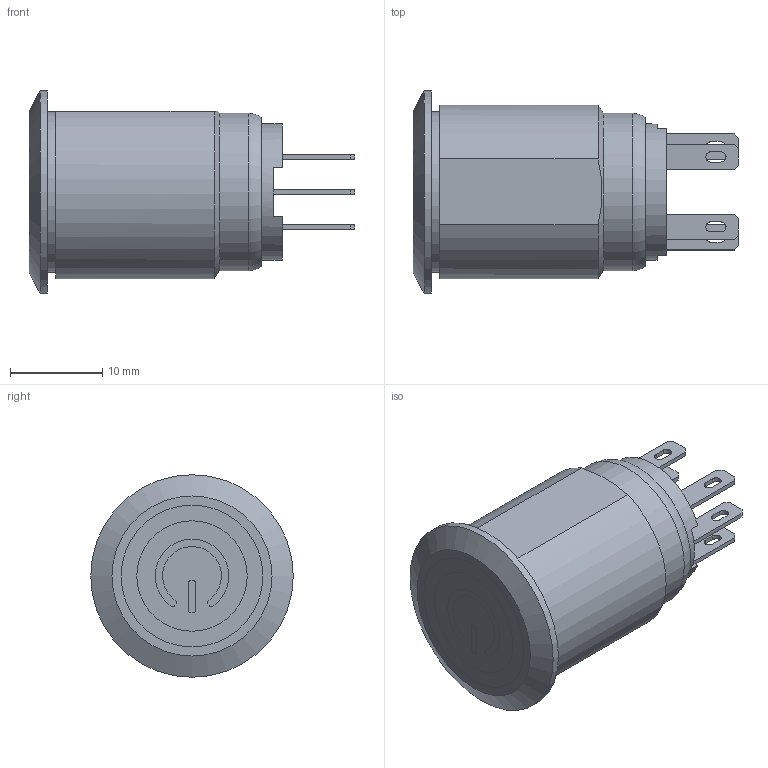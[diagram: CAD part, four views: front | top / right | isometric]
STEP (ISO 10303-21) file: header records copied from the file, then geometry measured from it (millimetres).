
FILE_DESCRIPTION(/* description */ (''),/* implementation_level */ '2;1');
FILE_NAME(/* name */ 'PV4F2Y0xx-3xx-M26.stp',/* time_stamp */ '2025-05-28T14:37:07-05:00',/* author */ ('mroman'),/* organization */ (''),/* preprocessor_version */ 'ST-DEVELOPER v18.1',/* originating_system */ 'Autodesk Inventor 2022',/* authorisation */ '');
FILE_SCHEMA (('AUTOMOTIVE_DESIGN { 1 0 10303 214 3 1 1 }'));
Length unit declared in the file: centimetre
Products named in the file (1): PV4F2Y0xx-3xx-M26
Bounding box: 35.4 x 22 x 22 mm (x, y, z)
Volume: 5154.9 mm3; surface area: 3907.4 mm2
Topology: 1 solids, 6 shells, 240 faces, 619 edges, 418 vertices
Faces by surface type: plane 181, bspline 31, cylinder 24, cone 2, torus 2
Full cylindrical faces by diameter (mm): 11 x1, 11.2 x1, 12 x1, 14.8 x1, 15.4 x1, 15.6 x1, 17.1 x1, 17.5 x1, 22 x1
Entity records: 7584 total; most frequent: CARTESIAN_POINT 1778, ORIENTED_EDGE 1238, DIRECTION 1050, EDGE_CURVE 619, LINE 482, VECTOR 482, VERTEX_POINT 418, AXIS2_PLACEMENT_3D 284
